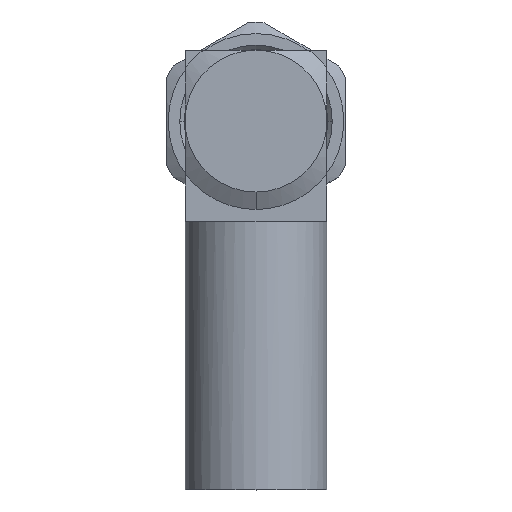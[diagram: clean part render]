
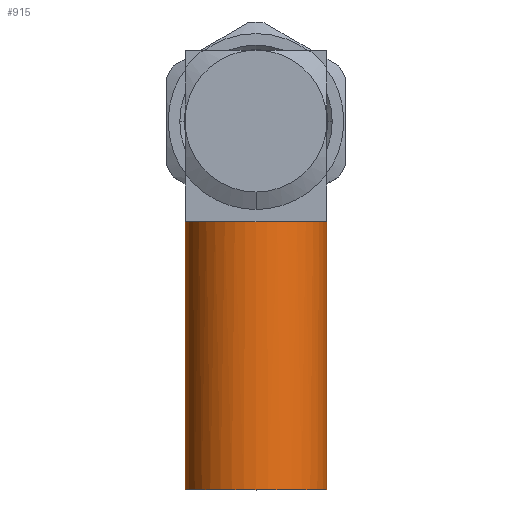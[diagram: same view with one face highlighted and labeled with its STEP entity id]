
A CAD part, top view. The second image highlights one B-rep face of the part: STEP entity #915.
In plain terms, the highlighted cylindrical face has radius 3.175 mm (diameter 6.35 mm), a partial arc.
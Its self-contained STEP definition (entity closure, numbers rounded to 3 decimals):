
#4 = DIRECTION ( 'NONE',  ( -1., 0., 0. ) ) ;
#147 = VERTEX_POINT ( 'NONE', #3927 ) ;
#274 = CARTESIAN_POINT ( 'NONE',  ( 3.175, -4.495, -3.3 ) ) ;
#350 = DIRECTION ( 'NONE',  ( 0., 1., 0. ) ) ;
#392 = VERTEX_POINT ( 'NONE', #1346 ) ;
#542 = ORIENTED_EDGE ( 'NONE', *, *, #1214, .F. ) ;
#552 = EDGE_CURVE ( 'NONE', #2923, #600, #1070, .T. ) ;
#596 = VECTOR ( 'NONE', #350, 1000. ) ;
#600 = VERTEX_POINT ( 'NONE', #1624 ) ;
#652 = DIRECTION ( 'NONE',  ( 0., 1., 0. ) ) ;
#675 = EDGE_LOOP ( 'NONE', ( #3606, #1279, #1388, #909, #542, #3168 ) ) ;
#900 = VERTEX_POINT ( 'NONE', #274 ) ;
#909 = ORIENTED_EDGE ( 'NONE', *, *, #2328, .F. ) ;
#912 = AXIS2_PLACEMENT_3D ( 'NONE', #3648, #1773, #3974 ) ;
#915 = ADVANCED_FACE ( 'NONE', ( #3898 ), #3880, .T. ) ;
#980 = DIRECTION ( 'NONE',  ( -1., 0., 0. ) ) ;
#1037 = VECTOR ( 'NONE', #3394, 1000. ) ;
#1070 = LINE ( 'NONE', #1217, #596 ) ;
#1214 = EDGE_CURVE ( 'NONE', #600, #147, #3153, .T. ) ;
#1217 = CARTESIAN_POINT ( 'NONE',  ( -3.175, -4.495, -3.3 ) ) ;
#1279 = ORIENTED_EDGE ( 'NONE', *, *, #1848, .T. ) ;
#1314 = CIRCLE ( 'NONE', #912, 3.175 ) ;
#1346 = CARTESIAN_POINT ( 'NONE',  ( 3.175, -16.495, -3.3 ) ) ;
#1388 = ORIENTED_EDGE ( 'NONE', *, *, #3028, .F. ) ;
#1443 = CIRCLE ( 'NONE', #2804, 3.175 ) ;
#1521 = CARTESIAN_POINT ( 'NONE',  ( 3.175, -4.495, -3.3 ) ) ;
#1624 = CARTESIAN_POINT ( 'NONE',  ( -3.175, -4.495, -3.3 ) ) ;
#1773 = DIRECTION ( 'NONE',  ( 0., 1., 0. ) ) ;
#1848 = EDGE_CURVE ( 'NONE', #392, #900, #3037, .T. ) ;
#1855 = DIRECTION ( 'NONE',  ( 0., 1., 0. ) ) ;
#2039 = CIRCLE ( 'NONE', #2236, 3.175 ) ;
#2236 = AXIS2_PLACEMENT_3D ( 'NONE', #3726, #1855, #4 ) ;
#2242 = DIRECTION ( 'NONE',  ( 0., 1., 0. ) ) ;
#2328 = EDGE_CURVE ( 'NONE', #147, #2388, #1314, .T. ) ;
#2388 = VERTEX_POINT ( 'NONE', #2431 ) ;
#2431 = CARTESIAN_POINT ( 'NONE',  ( 1.399, -4.495, -0.45 ) ) ;
#2527 = CARTESIAN_POINT ( 'NONE',  ( 0., -16.495, -3.3 ) ) ;
#2555 = EDGE_CURVE ( 'NONE', #2923, #392, #1443, .T. ) ;
#2557 = DIRECTION ( 'NONE',  ( 0., 1., 0. ) ) ;
#2804 = AXIS2_PLACEMENT_3D ( 'NONE', #2527, #652, #2839 ) ;
#2839 = DIRECTION ( 'NONE',  ( -1., 0., 0. ) ) ;
#2923 = VERTEX_POINT ( 'NONE', #3021 ) ;
#3021 = CARTESIAN_POINT ( 'NONE',  ( -3.175, -16.495, -3.3 ) ) ;
#3028 = EDGE_CURVE ( 'NONE', #2388, #900, #2039, .T. ) ;
#3037 = LINE ( 'NONE', #1521, #1037 ) ;
#3153 = CIRCLE ( 'NONE', #3845, 3.175 ) ;
#3168 = ORIENTED_EDGE ( 'NONE', *, *, #552, .F. ) ;
#3394 = DIRECTION ( 'NONE',  ( 0., 1., 0. ) ) ;
#3423 = CARTESIAN_POINT ( 'NONE',  ( 0., -4.495, -3.3 ) ) ;
#3503 = DIRECTION ( 'NONE',  ( -1., 0., 0. ) ) ;
#3606 = ORIENTED_EDGE ( 'NONE', *, *, #2555, .T. ) ;
#3648 = CARTESIAN_POINT ( 'NONE',  ( 0., -4.495, -3.3 ) ) ;
#3704 = AXIS2_PLACEMENT_3D ( 'NONE', #3993, #2242, #980 ) ;
#3726 = CARTESIAN_POINT ( 'NONE',  ( 0., -4.495, -3.3 ) ) ;
#3845 = AXIS2_PLACEMENT_3D ( 'NONE', #3423, #2557, #3503 ) ;
#3880 = CYLINDRICAL_SURFACE ( 'NONE', #3704, 3.175 ) ;
#3898 = FACE_OUTER_BOUND ( 'NONE', #675, .T. ) ;
#3927 = CARTESIAN_POINT ( 'NONE',  ( -1.399, -4.495, -0.45 ) ) ;
#3974 = DIRECTION ( 'NONE',  ( -1., 0., 0. ) ) ;
#3993 = CARTESIAN_POINT ( 'NONE',  ( 0., -4.495, -3.3 ) ) ;
